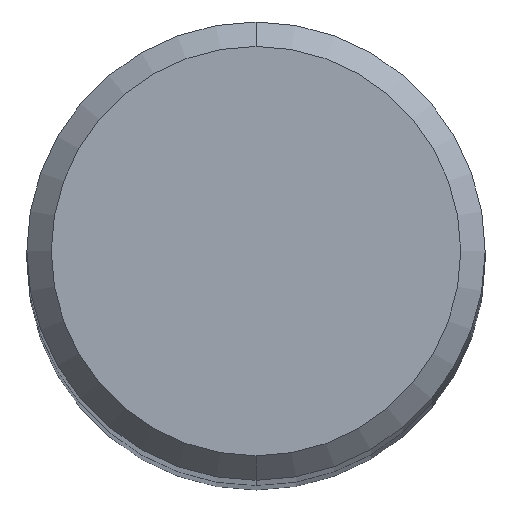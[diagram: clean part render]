
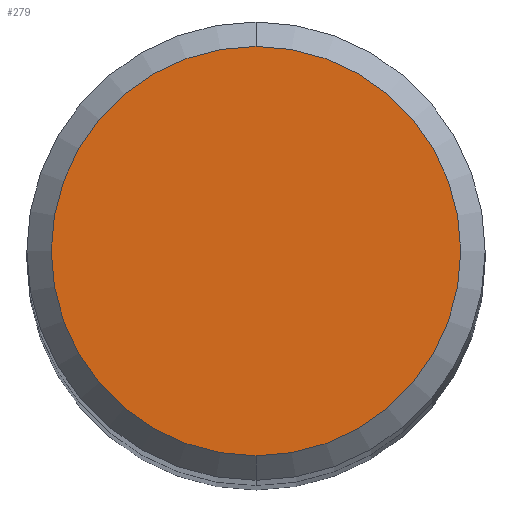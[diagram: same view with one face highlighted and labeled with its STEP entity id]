
A CAD part, top view. The second image highlights one B-rep face of the part: STEP entity #279.
In plain terms, the highlighted planar face has unit normal (0, 0, 1).
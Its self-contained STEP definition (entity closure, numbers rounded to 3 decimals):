
#175=EDGE_CURVE('',#321,#401,#452,.T.);
#279=ADVANCED_FACE('',(#571),#572,.T.);
#321=VERTEX_POINT('',#618);
#349=EDGE_CURVE('',#401,#321,#646,.T.);
#401=VERTEX_POINT('',#700);
#452=CIRCLE('',#762,6.7);
#571=FACE_OUTER_BOUND('',#928,.T.);
#572=PLANE('',#929);
#618=CARTESIAN_POINT('',(0.0,6.7,0.0));
#646=CIRCLE('',#1165,6.7);
#700=CARTESIAN_POINT('',(0.,-6.7,0.0));
#762=AXIS2_PLACEMENT_3D('',#1393,#1394,#1395);
#928=EDGE_LOOP('',(#1552,#1553));
#929=AXIS2_PLACEMENT_3D('',#1554,#1555,#1556);
#1165=AXIS2_PLACEMENT_3D('',#1623,#1624,#1625);
#1393=CARTESIAN_POINT('',(0.0,0.0,0.0));
#1394=DIRECTION('',(0.0,0.0,-1.0));
#1395=DIRECTION('',(0.0,1.0,0.0));
#1552=ORIENTED_EDGE('',*,*,#175,.F.);
#1553=ORIENTED_EDGE('',*,*,#349,.F.);
#1554=CARTESIAN_POINT('',(0.0,3.35,0.0));
#1555=DIRECTION('',(-0.0,0.0,1.0));
#1556=DIRECTION('',(0.0,-1.0,0.0));
#1623=CARTESIAN_POINT('',(0.0,0.0,0.0));
#1624=DIRECTION('',(0.0,0.0,-1.0));
#1625=DIRECTION('',(0.0,1.0,0.0));
